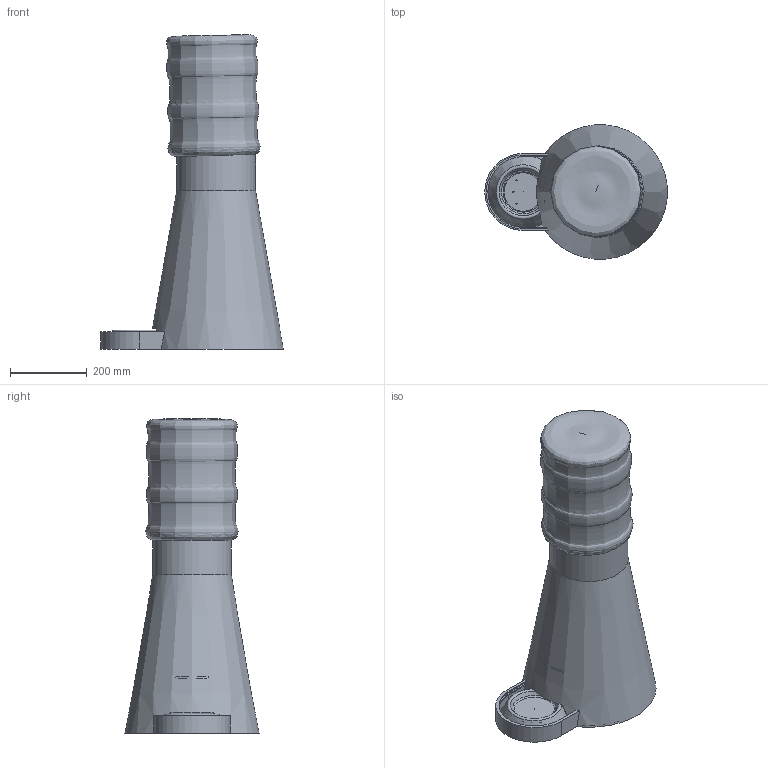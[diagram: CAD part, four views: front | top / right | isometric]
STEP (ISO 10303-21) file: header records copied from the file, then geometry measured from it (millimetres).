
FILE_DESCRIPTION(/* description */ (''),/* implementation_level */ '2;1');
FILE_NAME(/* name */ 'Base v14.step',/* time_stamp */ '2024-11-08T10:12:44-03:00',/* author */ (''),/* organization */ (''),/* preprocessor_version */ 'ST-DEVELOPER v20',/* originating_system */ 'Autodesk Translation Framework v13.20.0.188',/* authorisation */ '');
FILE_SCHEMA (('AUTOMOTIVE_DESIGN { 1 0 10303 214 3 1 1 }'));
Length unit declared in the file: millimetre
Products named in the file (13): Base; semi barril; tapa1; tapa trasera; Ruleman; soporte motor; Sin Fin nuevo; tobogan; cuerpo motor; Eje motor; Plato; Sensor de peso; Bidon
Assembly tree (13 placements, depth 4):
  Base
    semi barril
      tapa1
        Ruleman
      tapa trasera
        Ruleman
      soporte motor
      Sin Fin nuevo
      tobogan
      cuerpo motor
        Eje motor
    Plato
      Sensor de peso
    Bidon
Bounding box: 474.33 x 348.71 x 817.99 mm (x, y, z)
Volume: 3553443.3 mm3; surface area: 2137290.1 mm2
Topology: 21 solids, 21 shells, 332 faces, 820 edges, 543 vertices
Faces by surface type: plane 193, cylinder 101, bspline 16, torus 12, cone 10
Full cylindrical faces by diameter (mm): 3.2 x3, 4 x2, 4.3 x4, 4.6 x2, 5 x4, 7.2 x2, 9 x1, 9.3 x2, 9.5 x1, 10.84 x2, 11.64 x2, 13.6 x4, 15.6 x4, 17.56 x2, 18.36 x2, 18.5 x2, 19 x1, 19.8 x2, 22 x2, 22.5 x2, 28 x1, 47.347 x1, 50.895 x2, 57 x1, 100 x1, 198.458 x1, 204.551 x1
Entity records: 14989 total; most frequent: CARTESIAN_POINT 6976, DIRECTION 1613, ORIENTED_EDGE 1574, EDGE_CURVE 787, AXIS2_PLACEMENT_3D 577, VERTEX_POINT 523, LINE 459, VECTOR 459
